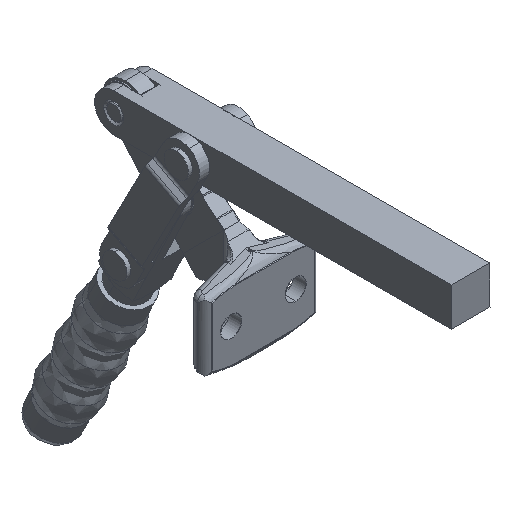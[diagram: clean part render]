
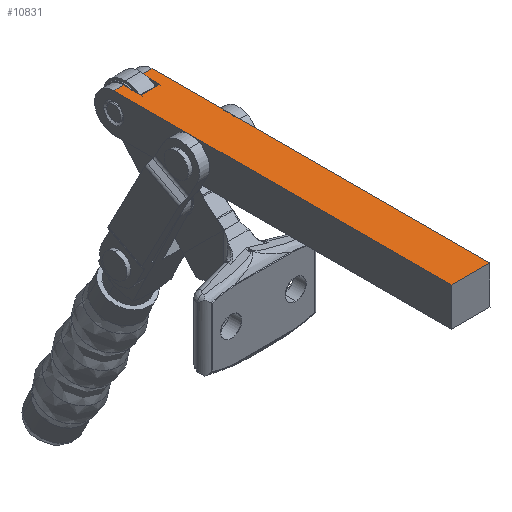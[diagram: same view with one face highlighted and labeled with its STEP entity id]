
A CAD part, isometric view. The second image highlights one B-rep face of the part: STEP entity #10831.
In plain terms, the highlighted face is planar.
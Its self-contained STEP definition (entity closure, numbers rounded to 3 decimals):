
#47 = VECTOR ( 'NONE', #5005, 1000. ) ;
#168 = CARTESIAN_POINT ( 'NONE',  ( 62.425, 9.5, 4.6 ) ) ;
#196 = DIRECTION ( 'NONE',  ( 0., 0., -1. ) ) ;
#413 = LINE ( 'NONE', #11201, #9731 ) ;
#483 = DIRECTION ( 'NONE',  ( -1., 0., 0. ) ) ;
#847 = DIRECTION ( 'NONE',  ( 1., 0., 0. ) ) ;
#1176 = VECTOR ( 'NONE', #3091, 1000. ) ;
#1434 = ORIENTED_EDGE ( 'NONE', *, *, #4561, .F. ) ;
#1752 = CARTESIAN_POINT ( 'NONE',  ( 144.5, 9.5, 0. ) ) ;
#1896 = EDGE_CURVE ( 'NONE', #2998, #8533, #11211, .T. ) ;
#1917 = VECTOR ( 'NONE', #483, 1000. ) ;
#2066 = ORIENTED_EDGE ( 'NONE', *, *, #1896, .F. ) ;
#2080 = VERTEX_POINT ( 'NONE', #6508 ) ;
#2512 = CARTESIAN_POINT ( 'NONE',  ( -23.15, 9.5, 9.5 ) ) ;
#2615 = EDGE_CURVE ( 'NONE', #8533, #11263, #5320, .T. ) ;
#2624 = DIRECTION ( 'NONE',  ( 0., 0., 1. ) ) ;
#2649 = ORIENTED_EDGE ( 'NONE', *, *, #11564, .F. ) ;
#2831 = DIRECTION ( 'NONE',  ( 0., 0., -1. ) ) ;
#2857 = ORIENTED_EDGE ( 'NONE', *, *, #3012, .F. ) ;
#2998 = VERTEX_POINT ( 'NONE', #8011 ) ;
#3012 = EDGE_CURVE ( 'NONE', #4705, #2998, #6347, .T. ) ;
#3091 = DIRECTION ( 'NONE',  ( 1., 0., 0. ) ) ;
#3510 = VERTEX_POINT ( 'NONE', #11734 ) ;
#3550 = CARTESIAN_POINT ( 'NONE',  ( 135.865, 9.5, 4.6 ) ) ;
#3721 = EDGE_CURVE ( 'NONE', #2080, #7381, #4408, .T. ) ;
#3753 = CARTESIAN_POINT ( 'NONE',  ( 135.865, 9.5, 0. ) ) ;
#3939 = FACE_OUTER_BOUND ( 'NONE', #9884, .T. ) ;
#4046 = CARTESIAN_POINT ( 'NONE',  ( -19.65, 9.5, 9.5 ) ) ;
#4408 = LINE ( 'NONE', #10140, #10028 ) ;
#4561 = EDGE_CURVE ( 'NONE', #7381, #4705, #10749, .T. ) ;
#4705 = VERTEX_POINT ( 'NONE', #5649 ) ;
#5005 = DIRECTION ( 'NONE',  ( 1., 0., 0. ) ) ;
#5320 = LINE ( 'NONE', #168, #47 ) ;
#5649 = CARTESIAN_POINT ( 'NONE',  ( 144.5, 9.5, -4.6 ) ) ;
#5657 = ORIENTED_EDGE ( 'NONE', *, *, #10233, .T. ) ;
#5667 = CARTESIAN_POINT ( 'NONE',  ( 144.5, 9.5, -9.5 ) ) ;
#5966 = CARTESIAN_POINT ( 'NONE',  ( -23.15, 9.5, 9.5 ) ) ;
#6347 = LINE ( 'NONE', #9719, #1917 ) ;
#6508 = CARTESIAN_POINT ( 'NONE',  ( -23.15, 9.5, -9.5 ) ) ;
#7347 = LINE ( 'NONE', #9491, #1176 ) ;
#7381 = VERTEX_POINT ( 'NONE', #5667 ) ;
#7437 = VECTOR ( 'NONE', #9942, 1000. ) ;
#7641 = ORIENTED_EDGE ( 'NONE', *, *, #8250, .T. ) ;
#7711 = CARTESIAN_POINT ( 'NONE',  ( 144.5, 9.5, 4.6 ) ) ;
#8011 = CARTESIAN_POINT ( 'NONE',  ( 135.865, 9.5, -4.6 ) ) ;
#8250 = EDGE_CURVE ( 'NONE', #11299, #3510, #7347, .T. ) ;
#8308 = VECTOR ( 'NONE', #2624, 1000. ) ;
#8425 = ORIENTED_EDGE ( 'NONE', *, *, #3721, .F. ) ;
#8490 = PLANE ( 'NONE',  #11275 ) ;
#8533 = VERTEX_POINT ( 'NONE', #3550 ) ;
#8577 = ORIENTED_EDGE ( 'NONE', *, *, #2615, .F. ) ;
#9491 = CARTESIAN_POINT ( 'NONE',  ( 67.696, 9.5, 9.5 ) ) ;
#9539 = DIRECTION ( 'NONE',  ( 0., -1., 0. ) ) ;
#9719 = CARTESIAN_POINT ( 'NONE',  ( 62.425, 9.5, -4.6 ) ) ;
#9731 = VECTOR ( 'NONE', #2831, 1000. ) ;
#9879 = LINE ( 'NONE', #2512, #7437 ) ;
#9884 = EDGE_LOOP ( 'NONE', ( #7641, #5657, #8577, #2066, #2857, #1434, #8425, #2649 ) ) ;
#9942 = DIRECTION ( 'NONE',  ( 0., 0., -1. ) ) ;
#10028 = VECTOR ( 'NONE', #847, 1000. ) ;
#10140 = CARTESIAN_POINT ( 'NONE',  ( 62.425, 9.5, -9.5 ) ) ;
#10233 = EDGE_CURVE ( 'NONE', #3510, #11263, #413, .T. ) ;
#10749 = LINE ( 'NONE', #1752, #8308 ) ;
#10831 = ADVANCED_FACE ( 'NONE', ( #3939 ), #8490, .F. ) ;
#11068 = VECTOR ( 'NONE', #11090, 1000. ) ;
#11090 = DIRECTION ( 'NONE',  ( 0., 0., 1. ) ) ;
#11201 = CARTESIAN_POINT ( 'NONE',  ( 144.5, 9.5, 7.05 ) ) ;
#11211 = LINE ( 'NONE', #3753, #11068 ) ;
#11263 = VERTEX_POINT ( 'NONE', #7711 ) ;
#11275 = AXIS2_PLACEMENT_3D ( 'NONE', #4046, #9539, #196 ) ;
#11299 = VERTEX_POINT ( 'NONE', #5966 ) ;
#11564 = EDGE_CURVE ( 'NONE', #11299, #2080, #9879, .T. ) ;
#11734 = CARTESIAN_POINT ( 'NONE',  ( 144.5, 9.5, 9.5 ) ) ;
